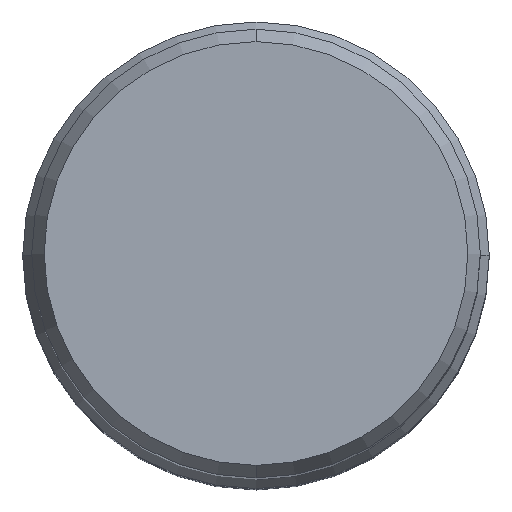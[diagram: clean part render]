
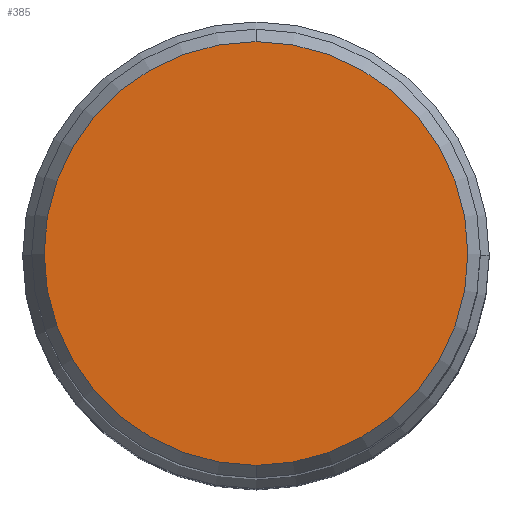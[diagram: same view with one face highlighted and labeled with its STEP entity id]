
A CAD part, top view. The second image highlights one B-rep face of the part: STEP entity #385.
In plain terms, the highlighted planar face has unit normal (0, 0, 1).
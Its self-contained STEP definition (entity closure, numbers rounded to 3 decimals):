
#265=VERTEX_POINT('',#628);
#307=EDGE_CURVE('',#337,#265,#674,.T.);
#337=VERTEX_POINT('',#705);
#385=ADVANCED_FACE('',(#763),#764,.T.);
#535=EDGE_CURVE('',#265,#337,#933,.T.);
#628=CARTESIAN_POINT('',(0.0,11.807,0.0));
#674=CIRCLE('',#1300,11.807);
#705=CARTESIAN_POINT('',(0.,-11.807,0.0));
#763=FACE_OUTER_BOUND('',#1514,.T.);
#764=PLANE('',#1515);
#933=CIRCLE('',#1814,11.807);
#1300=AXIS2_PLACEMENT_3D('',#1932,#1933,#1934);
#1514=EDGE_LOOP('',(#2020,#2021));
#1515=AXIS2_PLACEMENT_3D('',#2022,#2023,#2024);
#1814=AXIS2_PLACEMENT_3D('',#2253,#2254,#2255);
#1932=CARTESIAN_POINT('',(0.0,0.0,0.0));
#1933=DIRECTION('',(0.0,0.0,-1.0));
#1934=DIRECTION('',(0.0,1.0,0.0));
#2020=ORIENTED_EDGE('',*,*,#535,.F.);
#2021=ORIENTED_EDGE('',*,*,#307,.F.);
#2022=CARTESIAN_POINT('',(0.0,5.904,0.0));
#2023=DIRECTION('',(-0.0,0.0,1.0));
#2024=DIRECTION('',(0.0,-1.0,0.0));
#2253=CARTESIAN_POINT('',(0.0,0.0,0.0));
#2254=DIRECTION('',(0.0,0.0,-1.0));
#2255=DIRECTION('',(0.0,1.0,0.0));
